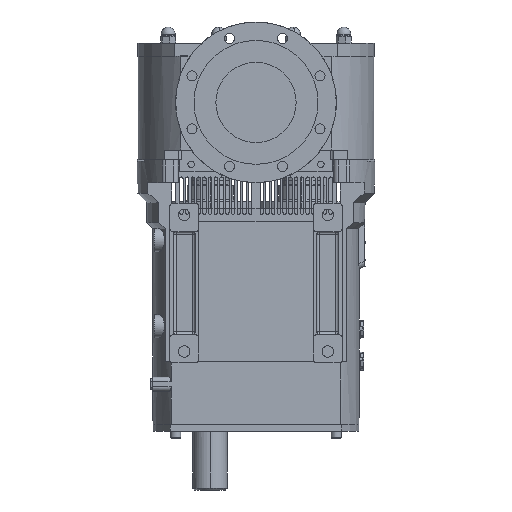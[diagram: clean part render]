
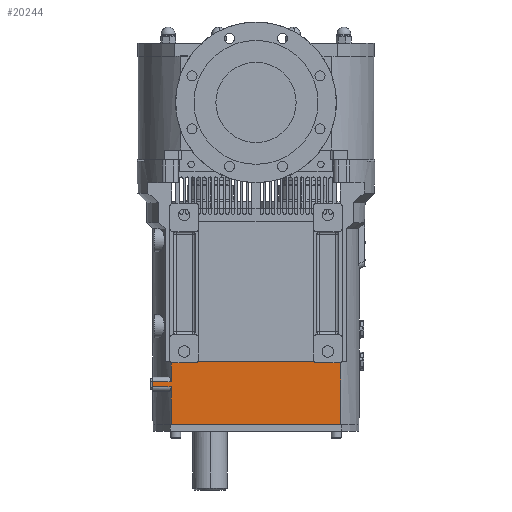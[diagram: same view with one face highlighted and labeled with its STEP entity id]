
A CAD part, front view. The second image highlights one B-rep face of the part: STEP entity #20244.
In plain terms, the highlighted planar face has unit normal (0, -1, 0).
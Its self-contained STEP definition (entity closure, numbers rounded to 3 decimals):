
#576 = CARTESIAN_POINT ( 'NONE',  ( -147.965, -102.5, 74.5 ) ) ;
#1187 = VERTEX_POINT ( 'NONE', #33560 ) ;
#1390 = LINE ( 'NONE', #4554, #20968 ) ;
#2891 = LINE ( 'NONE', #38111, #25695 ) ;
#3081 = VERTEX_POINT ( 'NONE', #17097 ) ;
#3751 = DIRECTION ( 'NONE',  ( 1., 0., 0. ) ) ;
#4554 = CARTESIAN_POINT ( 'NONE',  ( -147.965, -102.5, 65.5 ) ) ;
#6097 = EDGE_CURVE ( 'NONE', #3081, #16052, #8937, .T. ) ;
#6381 = VECTOR ( 'NONE', #35562, 1000. ) ;
#6456 = ORIENTED_EDGE ( 'NONE', *, *, #21145, .T. ) ;
#6810 = ORIENTED_EDGE ( 'NONE', *, *, #35095, .T. ) ;
#7878 = ORIENTED_EDGE ( 'NONE', *, *, #9652, .F. ) ;
#8612 = LINE ( 'NONE', #11548, #28469 ) ;
#8937 = LINE ( 'NONE', #29632, #28007 ) ;
#9652 = EDGE_CURVE ( 'NONE', #25931, #16052, #8612, .T. ) ;
#10219 = DIRECTION ( 'NONE',  ( -1., 0., 0. ) ) ;
#11548 = CARTESIAN_POINT ( 'NONE',  ( 147.965, -102.5, 93. ) ) ;
#12044 = DIRECTION ( 'NONE',  ( 0., 0., -1. ) ) ;
#13351 = ORIENTED_EDGE ( 'NONE', *, *, #37477, .T. ) ;
#13384 = VERTEX_POINT ( 'NONE', #14361 ) ;
#14361 = CARTESIAN_POINT ( 'NONE',  ( -147.965, -102.5, 65.5 ) ) ;
#14941 = CARTESIAN_POINT ( 'NONE',  ( -147.965, -102.5, 109. ) ) ;
#14966 = DIRECTION ( 'NONE',  ( -1., 0., 0. ) ) ;
#16052 = VERTEX_POINT ( 'NONE', #31840 ) ;
#16498 = EDGE_CURVE ( 'NONE', #37976, #23566, #17137, .T. ) ;
#17097 = CARTESIAN_POINT ( 'NONE',  ( -147.965, -102.5, 0. ) ) ;
#17137 = LINE ( 'NONE', #26142, #6381 ) ;
#17278 = CARTESIAN_POINT ( 'NONE',  ( -147.965, -102.5, 74.5 ) ) ;
#17986 = EDGE_LOOP ( 'NONE', ( #13351, #20229, #6456, #38097, #7878, #38633, #19316, #6810 ) ) ;
#18655 = DIRECTION ( 'NONE',  ( 0., 0., -1. ) ) ;
#19316 = ORIENTED_EDGE ( 'NONE', *, *, #16498, .T. ) ;
#19491 = CARTESIAN_POINT ( 'NONE',  ( 147.965, -102.5, 109. ) ) ;
#19886 = VECTOR ( 'NONE', #10219, 1000. ) ;
#20229 = ORIENTED_EDGE ( 'NONE', *, *, #29773, .T. ) ;
#20244 = ADVANCED_FACE ( 'NONE', ( #27953 ), #37399, .F. ) ;
#20968 = VECTOR ( 'NONE', #39547, 1000. ) ;
#21009 = VERTEX_POINT ( 'NONE', #23686 ) ;
#21145 = EDGE_CURVE ( 'NONE', #13384, #3081, #2891, .T. ) ;
#21758 = DIRECTION ( 'NONE',  ( 1., 0., 0. ) ) ;
#21853 = VECTOR ( 'NONE', #12044, 1000. ) ;
#23566 = VERTEX_POINT ( 'NONE', #17278 ) ;
#23686 = CARTESIAN_POINT ( 'NONE',  ( -180., -102.5, 74.5 ) ) ;
#24835 = LINE ( 'NONE', #33870, #21853 ) ;
#25556 = LINE ( 'NONE', #19491, #35299 ) ;
#25695 = VECTOR ( 'NONE', #18655, 1000. ) ;
#25744 = LINE ( 'NONE', #576, #19886 ) ;
#25931 = VERTEX_POINT ( 'NONE', #37515 ) ;
#26142 = CARTESIAN_POINT ( 'NONE',  ( -147.965, -102.5, 93. ) ) ;
#27953 = FACE_OUTER_BOUND ( 'NONE', #17986, .T. ) ;
#28007 = VECTOR ( 'NONE', #21758, 1000. ) ;
#28469 = VECTOR ( 'NONE', #33557, 1000. ) ;
#29632 = CARTESIAN_POINT ( 'NONE',  ( -147.965, -102.5, 0. ) ) ;
#29773 = EDGE_CURVE ( 'NONE', #1187, #13384, #1390, .T. ) ;
#31840 = CARTESIAN_POINT ( 'NONE',  ( 147.965, -102.5, 0. ) ) ;
#33557 = DIRECTION ( 'NONE',  ( 0., 0., -1. ) ) ;
#33560 = CARTESIAN_POINT ( 'NONE',  ( -180., -102.5, 65.5 ) ) ;
#33870 = CARTESIAN_POINT ( 'NONE',  ( -180., -102.5, 57.5 ) ) ;
#34236 = CARTESIAN_POINT ( 'NONE',  ( -147.965, -102.5, 93. ) ) ;
#35095 = EDGE_CURVE ( 'NONE', #23566, #21009, #25744, .T. ) ;
#35299 = VECTOR ( 'NONE', #3751, 1000. ) ;
#35562 = DIRECTION ( 'NONE',  ( 0., 0., -1. ) ) ;
#35871 = EDGE_CURVE ( 'NONE', #37976, #25931, #25556, .T. ) ;
#36784 = DIRECTION ( 'NONE',  ( 0., 1., 0. ) ) ;
#37399 = PLANE ( 'NONE',  #40352 ) ;
#37477 = EDGE_CURVE ( 'NONE', #21009, #1187, #24835, .T. ) ;
#37515 = CARTESIAN_POINT ( 'NONE',  ( 147.965, -102.5, 109. ) ) ;
#37976 = VERTEX_POINT ( 'NONE', #14941 ) ;
#38097 = ORIENTED_EDGE ( 'NONE', *, *, #6097, .T. ) ;
#38111 = CARTESIAN_POINT ( 'NONE',  ( -147.965, -102.5, 93. ) ) ;
#38633 = ORIENTED_EDGE ( 'NONE', *, *, #35871, .F. ) ;
#39547 = DIRECTION ( 'NONE',  ( 1., 0., 0. ) ) ;
#40352 = AXIS2_PLACEMENT_3D ( 'NONE', #34236, #36784, #14966 ) ;
